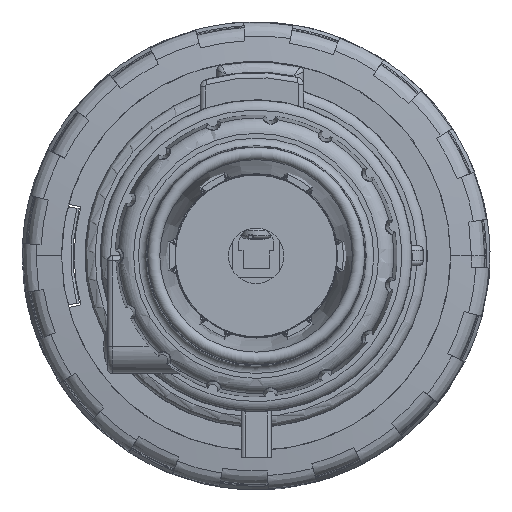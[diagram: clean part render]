
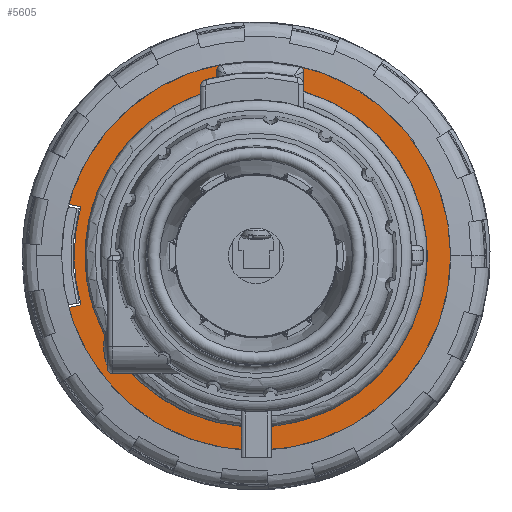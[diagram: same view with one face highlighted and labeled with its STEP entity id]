
A CAD part, front view. The second image highlights one B-rep face of the part: STEP entity #5605.
In plain terms, the highlighted planar face has unit normal (0, -1, 0).
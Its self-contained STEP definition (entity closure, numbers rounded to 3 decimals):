
#395=FACE_BOUND('',#8668,.T.);
#396=FACE_BOUND('',#8669,.T.);
#1321=PLANE('',#27806);
#2388=LINE('',#37632,#3954);
#2393=LINE('',#37644,#3959);
#2397=LINE('',#37850,#3963);
#2399=LINE('',#37853,#3965);
#2404=LINE('',#37902,#3970);
#2409=LINE('',#37911,#3975);
#2414=LINE('',#37930,#3980);
#2418=LINE('',#37936,#3984);
#2516=LINE('',#38893,#4082);
#2517=LINE('',#38894,#4083);
#3954=VECTOR('',#30464,1.);
#3959=VECTOR('',#30475,1.);
#3963=VECTOR('',#30487,1.);
#3965=VECTOR('',#30491,1.);
#3970=VECTOR('',#30504,1.);
#3975=VECTOR('',#30513,1.);
#3980=VECTOR('',#30530,1.);
#3984=VECTOR('',#30538,1.);
#4082=VECTOR('',#30860,1.);
#4083=VECTOR('',#30861,1.);
#5605=ADVANCED_FACE('',(#395,#396),#1321,.F.);
#8668=EDGE_LOOP('',(#12075,#12076,#12077,#12078,#12079,#12080,#12081,#12082,
#12083,#12084,#12085,#12086,#12087,#12088));
#8669=EDGE_LOOP('',(#12089,#12090,#12091,#12092,#12093,#12094));
#10480=CIRCLE('',#27656,1.);
#10483=CIRCLE('',#27662,1.);
#10487=CIRCLE('',#27671,38.5);
#10488=CIRCLE('',#27674,41.8);
#10491=CIRCLE('',#27680,41.8);
#10493=CIRCLE('',#27687,36.15);
#10538=CIRCLE('',#27800,34.);
#10540=CIRCLE('',#27803,42.7);
#10541=CIRCLE('',#27804,42.7);
#10542=CIRCLE('',#27805,42.7);
#12075=ORIENTED_EDGE('',*,*,#22717,.T.);
#12076=ORIENTED_EDGE('',*,*,#22718,.T.);
#12077=ORIENTED_EDGE('',*,*,#22521,.T.);
#12078=ORIENTED_EDGE('',*,*,#22527,.T.);
#12079=ORIENTED_EDGE('',*,*,#22530,.T.);
#12080=ORIENTED_EDGE('',*,*,#22719,.T.);
#12081=ORIENTED_EDGE('',*,*,#22720,.T.);
#12082=ORIENTED_EDGE('',*,*,#22534,.T.);
#12083=ORIENTED_EDGE('',*,*,#22499,.T.);
#12084=ORIENTED_EDGE('',*,*,#22505,.T.);
#12085=ORIENTED_EDGE('',*,*,#22721,.T.);
#12086=ORIENTED_EDGE('',*,*,#22507,.T.);
#12087=ORIENTED_EDGE('',*,*,#22514,.T.);
#12088=ORIENTED_EDGE('',*,*,#22516,.T.);
#12089=ORIENTED_EDGE('',*,*,#22492,.F.);
#12090=ORIENTED_EDGE('',*,*,#22715,.T.);
#12091=ORIENTED_EDGE('',*,*,#22498,.T.);
#12092=ORIENTED_EDGE('',*,*,#22482,.T.);
#12093=ORIENTED_EDGE('',*,*,#22495,.T.);
#12094=ORIENTED_EDGE('',*,*,#22470,.T.);
#19747=VERTEX_POINT('',#37509);
#19750=VERTEX_POINT('',#37520);
#19756=VERTEX_POINT('',#37586);
#19758=VERTEX_POINT('',#37593);
#19763=VERTEX_POINT('',#37633);
#19766=VERTEX_POINT('',#37642);
#19767=VERTEX_POINT('',#37822);
#19768=VERTEX_POINT('',#37823);
#19773=VERTEX_POINT('',#37849);
#19774=VERTEX_POINT('',#37854);
#19775=VERTEX_POINT('',#37855);
#19780=VERTEX_POINT('',#37882);
#19781=VERTEX_POINT('',#37901);
#19784=VERTEX_POINT('',#37912);
#19785=VERTEX_POINT('',#37913);
#19788=VERTEX_POINT('',#37922);
#19791=VERTEX_POINT('',#37929);
#19792=VERTEX_POINT('',#37937);
#19918=VERTEX_POINT('',#38892);
#19919=VERTEX_POINT('',#38895);
#22470=EDGE_CURVE('',#19747,#19750,#10480,.T.);
#22482=EDGE_CURVE('',#19756,#19758,#10483,.T.);
#22492=EDGE_CURVE('',#19763,#19750,#2388,.T.);
#22495=EDGE_CURVE('',#19758,#19747,#10487,.T.);
#22498=EDGE_CURVE('',#19766,#19756,#2393,.T.);
#22499=EDGE_CURVE('',#19767,#19768,#10488,.T.);
#22505=EDGE_CURVE('',#19768,#19773,#2397,.T.);
#22507=EDGE_CURVE('',#19774,#19775,#2399,.T.);
#22514=EDGE_CURVE('',#19775,#19780,#10491,.T.);
#22516=EDGE_CURVE('',#19780,#19781,#2404,.T.);
#22521=EDGE_CURVE('',#19784,#19785,#2409,.T.);
#22527=EDGE_CURVE('',#19785,#19788,#10493,.T.);
#22530=EDGE_CURVE('',#19788,#19791,#2414,.T.);
#22534=EDGE_CURVE('',#19792,#19767,#2418,.T.);
#22715=EDGE_CURVE('',#19763,#19766,#10538,.T.);
#22717=EDGE_CURVE('',#19781,#19918,#10540,.T.);
#22718=EDGE_CURVE('',#19918,#19784,#2516,.T.);
#22719=EDGE_CURVE('',#19791,#19919,#2517,.T.);
#22720=EDGE_CURVE('',#19919,#19792,#10541,.T.);
#22721=EDGE_CURVE('',#19773,#19774,#10542,.T.);
#27656=AXIS2_PLACEMENT_3D('',#37521,#30428,#30429);
#27662=AXIS2_PLACEMENT_3D('',#37594,#30444,#30445);
#27671=AXIS2_PLACEMENT_3D('',#37638,#30469,#30470);
#27674=AXIS2_PLACEMENT_3D('',#37821,#30478,#30479);
#27680=AXIS2_PLACEMENT_3D('',#37883,#30500,#30501);
#27687=AXIS2_PLACEMENT_3D('',#37923,#30523,#30524);
#27800=AXIS2_PLACEMENT_3D('',#38888,#30852,#30853);
#27803=AXIS2_PLACEMENT_3D('',#38891,#30858,#30859);
#27804=AXIS2_PLACEMENT_3D('',#38896,#30862,#30863);
#27805=AXIS2_PLACEMENT_3D('',#38897,#30864,#30865);
#27806=AXIS2_PLACEMENT_3D('',#38898,#30866,#30867);
#30428=DIRECTION('',(0.,1.,0.));
#30429=DIRECTION('',(1.,0.,0.));
#30444=DIRECTION('',(0.,1.,0.));
#30445=DIRECTION('',(1.,0.,0.));
#30464=DIRECTION('',(0.,0.,1.));
#30469=DIRECTION('',(0.,1.,0.));
#30470=DIRECTION('',(1.,0.,0.));
#30475=DIRECTION('',(0.,0.,1.));
#30478=DIRECTION('',(0.,-1.,0.));
#30479=DIRECTION('',(1.,0.,0.));
#30487=DIRECTION('',(0.,0.,-1.));
#30491=DIRECTION('',(-1.,0.,0.));
#30500=DIRECTION('',(0.,-1.,0.));
#30501=DIRECTION('',(1.,0.,0.));
#30504=DIRECTION('',(0.,0.,1.));
#30513=DIRECTION('',(0.978,0.,-0.208));
#30523=DIRECTION('',(0.,-1.,0.));
#30524=DIRECTION('',(1.,0.,0.));
#30530=DIRECTION('',(-0.978,0.,-0.208));
#30538=DIRECTION('',(1.,0.,0.));
#30852=DIRECTION('',(0.,1.,0.));
#30853=DIRECTION('',(0.,0.,-1.));
#30858=DIRECTION('',(0.,-1.,0.));
#30859=DIRECTION('',(1.,0.,0.));
#30860=DIRECTION('',(-0.268,0.,-0.964));
#30861=DIRECTION('',(0.268,0.,-0.964));
#30862=DIRECTION('',(0.,-1.,0.));
#30863=DIRECTION('',(1.,0.,0.));
#30864=DIRECTION('',(0.,-1.,0.));
#30865=DIRECTION('',(1.,0.,0.));
#30866=DIRECTION('',(0.,1.,0.));
#30867=DIRECTION('',(-1.,0.,0.));
#37509=CARTESIAN_POINT('',(8.727,19.2,37.498));
#37520=CARTESIAN_POINT('',(9.5,19.2,36.524));
#37521=CARTESIAN_POINT('',(8.5,19.2,36.524));
#37586=CARTESIAN_POINT('',(-7.8,19.2,36.878));
#37593=CARTESIAN_POINT('',(-6.981,19.2,37.862));
#37594=CARTESIAN_POINT('',(-6.8,19.2,36.878));
#37632=CARTESIAN_POINT('',(9.5,19.2,32.646));
#37633=CARTESIAN_POINT('',(9.5,19.2,32.646));
#37638=CARTESIAN_POINT('',(0.,19.2,0.));
#37642=CARTESIAN_POINT('',(-7.8,19.2,33.093));
#37644=CARTESIAN_POINT('',(-7.8,19.2,34.988));
#37821=CARTESIAN_POINT('',(0.,19.2,0.));
#37822=CARTESIAN_POINT('',(-33.044,19.2,-25.6));
#37823=CARTESIAN_POINT('',(-6.1,19.2,-41.353));
#37849=CARTESIAN_POINT('',(-6.1,19.2,-42.262));
#37850=CARTESIAN_POINT('',(-6.1,19.2,86.4));
#37853=CARTESIAN_POINT('',(-86.4,19.2,25.6));
#37854=CARTESIAN_POINT('',(34.175,19.2,25.6));
#37855=CARTESIAN_POINT('',(33.044,19.2,25.6));
#37882=CARTESIAN_POINT('',(6.1,19.2,41.353));
#37883=CARTESIAN_POINT('',(0.,19.2,0.));
#37901=CARTESIAN_POINT('',(6.1,19.2,42.262));
#37902=CARTESIAN_POINT('',(6.1,19.2,86.4));
#37911=CARTESIAN_POINT('',(-41.718,19.2,11.218));
#37912=CARTESIAN_POINT('',(-41.229,19.2,11.114));
#37913=CARTESIAN_POINT('',(-34.811,19.2,9.75));
#37922=CARTESIAN_POINT('',(-34.811,19.2,-9.75));
#37923=CARTESIAN_POINT('',(0.,19.2,0.));
#37929=CARTESIAN_POINT('',(-41.229,19.2,-11.114));
#37930=CARTESIAN_POINT('',(-34.81,19.2,-9.75));
#37936=CARTESIAN_POINT('',(-86.4,19.2,-25.6));
#37937=CARTESIAN_POINT('',(-34.175,19.2,-25.6));
#38888=CARTESIAN_POINT('',(0.,19.2,0.));
#38891=CARTESIAN_POINT('',(0.,19.2,0.));
#38892=CARTESIAN_POINT('',(-41.049,19.2,11.76));
#38893=CARTESIAN_POINT('',(-25.056,19.2,69.37));
#38894=CARTESIAN_POINT('',(-69.598,19.2,91.065));
#38895=CARTESIAN_POINT('',(-41.049,19.2,-11.76));
#38896=CARTESIAN_POINT('',(0.,19.2,0.));
#38897=CARTESIAN_POINT('',(0.,19.2,0.));
#38898=CARTESIAN_POINT('',(-86.4,19.2,86.4));
